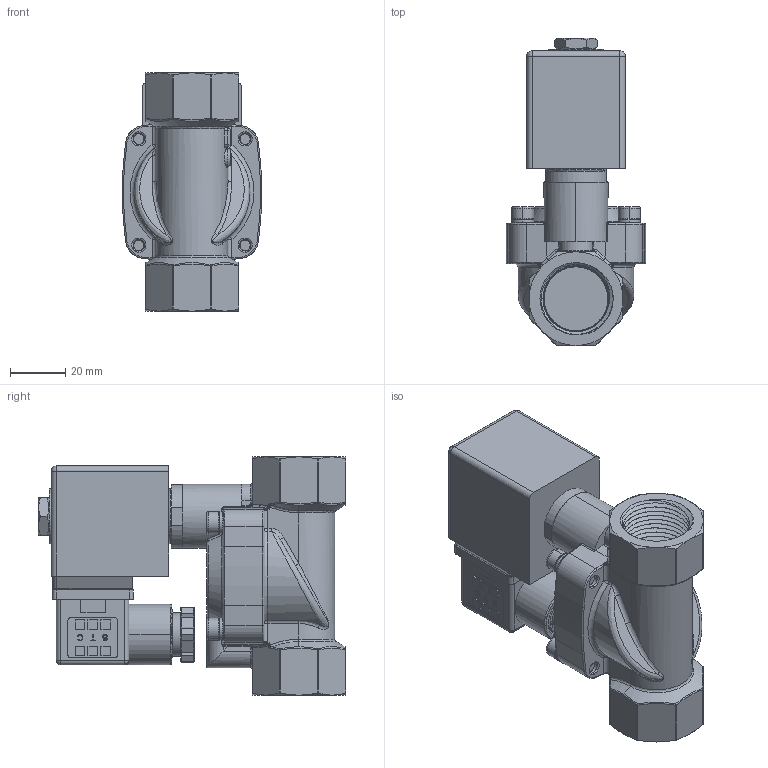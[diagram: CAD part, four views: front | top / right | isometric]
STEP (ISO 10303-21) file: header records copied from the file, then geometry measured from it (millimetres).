
FILE_DESCRIPTION (( 'STEP AP214' ), '1' );
FILE_NAME ('2DS200-3-4.STEP', '2018-10-03T17:02:27', ( '' ), ( '' ), 'SwSTEP 2.0', 'SolidWorks 2016', '' );
FILE_SCHEMA (( 'AUTOMOTIVE_DESIGN' ));
Length unit declared in the file: millimetre
Products named in the file (1): 2DS200-3-4
Bounding box: 50.75 x 111.6 x 86.5 mm (x, y, z)
Volume: 182354.1 mm3; surface area: 58956 mm2
Topology: 22 solids, 22 shells, 1808 faces, 4870 edges, 3120 vertices
Faces by surface type: plane 661, cylinder 642, bspline 216, cone 140, torus 110, sphere 39
Entity records: 126042 total; most frequent: CARTESIAN_POINT 64211, ORIENTED_EDGE 9670, DIRECTION 7192, EDGE_CURVE 4835, VERTEX_POINT 3120, AXIS2_PLACEMENT_3D 2442, LINE 2308, VECTOR 2308
